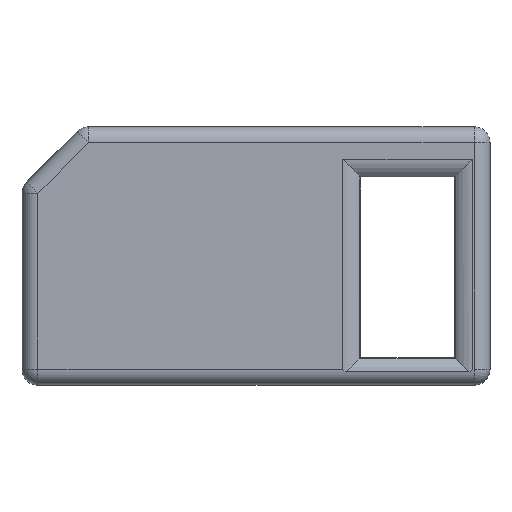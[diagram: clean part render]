
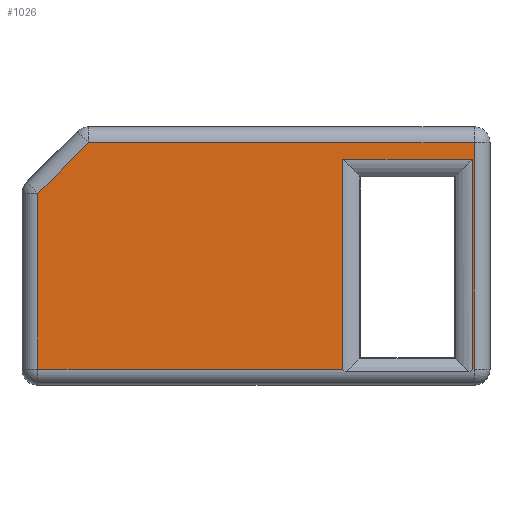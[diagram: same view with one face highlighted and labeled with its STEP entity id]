
A CAD part, top view. The second image highlights one B-rep face of the part: STEP entity #1026.
In plain terms, the highlighted planar face has unit normal (0, 0, 1).
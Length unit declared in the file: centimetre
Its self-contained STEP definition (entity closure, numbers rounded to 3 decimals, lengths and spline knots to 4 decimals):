
#47=PLANE($,#1118);
#104=FACE_OUTER_BOUND($,#164,.T.);
#164=EDGE_LOOP($,(#808,#809,#810,#811,#812,#813,#814,#815,#816));
#235=LINE($,#1572,#350);
#238=LINE($,#1583,#353);
#244=LINE($,#1606,#359);
#245=LINE($,#1614,#360);
#247=LINE($,#1617,#362);
#251=LINE($,#1628,#366);
#253=LINE($,#1632,#368);
#254=LINE($,#1634,#369);
#255=LINE($,#1635,#370);
#350=VECTOR($,#1268,0.898);
#353=VECTOR($,#1281,2.2107);
#359=VECTOR($,#1309,2.8457);
#360=VECTOR($,#1312,3.8312);
#362=VECTOR($,#1314,0.0212);
#366=VECTOR($,#1322,4.846);
#368=VECTOR($,#1326,2.6397);
#369=VECTOR($,#1327,1.6285);
#370=VECTOR($,#1328,2.6397);
#474=VERTEX_POINT($,#1553);
#477=VERTEX_POINT($,#1563);
#479=VERTEX_POINT($,#1575);
#482=VERTEX_POINT($,#1588);
#486=VERTEX_POINT($,#1596);
#489=VERTEX_POINT($,#1609);
#490=VERTEX_POINT($,#1616);
#492=VERTEX_POINT($,#1631);
#493=VERTEX_POINT($,#1633);
#585=EDGE_CURVE($,#474,#477,#235,.T.);
#591=EDGE_CURVE($,#479,#474,#238,.T.);
#603=EDGE_CURVE($,#482,#486,#244,.T.);
#605=EDGE_CURVE($,#489,#479,#245,.T.);
#607=EDGE_CURVE($,#486,#490,#247,.T.);
#612=EDGE_CURVE($,#477,#482,#251,.T.);
#614=EDGE_CURVE($,#492,#489,#253,.T.);
#615=EDGE_CURVE($,#493,#492,#254,.T.);
#616=EDGE_CURVE($,#490,#493,#255,.T.);
#808=ORIENTED_EDGE($,*,*,#607,.F.);
#809=ORIENTED_EDGE($,*,*,#603,.F.);
#810=ORIENTED_EDGE($,*,*,#612,.F.);
#811=ORIENTED_EDGE($,*,*,#585,.F.);
#812=ORIENTED_EDGE($,*,*,#591,.F.);
#813=ORIENTED_EDGE($,*,*,#605,.F.);
#814=ORIENTED_EDGE($,*,*,#614,.F.);
#815=ORIENTED_EDGE($,*,*,#615,.F.);
#816=ORIENTED_EDGE($,*,*,#616,.F.);
#1026=ADVANCED_FACE($,(#104),#47,.F.);
#1118=AXIS2_PLACEMENT_3D($,#1630,#1324,#1325);
#1268=DIRECTION($,(0.707,0.707,0.));
#1281=DIRECTION($,(0.,1.,0.));
#1309=DIRECTION($,(0.,-1.,0.));
#1312=DIRECTION($,(-1.,0.,0.));
#1314=DIRECTION($,(-1.,0.,0.));
#1322=DIRECTION($,(1.,0.,0.));
#1324=DIRECTION('center_axis',(0.,0.,-1.));
#1325=DIRECTION('ref_axis',(-1.,0.,0.));
#1326=DIRECTION($,(0.,-1.,0.));
#1327=DIRECTION($,(-1.,0.,0.));
#1328=DIRECTION($,(0.,1.,0.));
#1553=CARTESIAN_POINT('',(-4.6455,0.785,0.47));
#1563=CARTESIAN_POINT('',(-4.0105,1.42,0.47));
#1572=CARTESIAN_POINT($,(-3.5234,1.907,0.47));
#1575=CARTESIAN_POINT('',(-4.6455,-1.4258,0.47));
#1583=CARTESIAN_POINT($,(-4.6455,-0.1899,0.47));
#1588=CARTESIAN_POINT('',(0.8355,1.42,0.47));
#1596=CARTESIAN_POINT('',(0.8355,-1.4258,0.47));
#1606=CARTESIAN_POINT($,(0.8355,-0.0593,0.47));
#1609=CARTESIAN_POINT('',(-0.8143,-1.4258,0.47));
#1614=CARTESIAN_POINT($,(0.7641,-1.4258,0.47));
#1616=CARTESIAN_POINT('',(0.8143,-1.4258,0.47));
#1617=CARTESIAN_POINT($,(0.7641,-1.4258,0.47));
#1628=CARTESIAN_POINT($,(0.7153,1.42,0.47));
#1630=CARTESIAN_POINT('Origin',(0.9355,-0.0593,0.47));
#1631=CARTESIAN_POINT('',(-0.8143,1.2139,0.47));
#1632=CARTESIAN_POINT($,(-0.8143,-0.0808,0.47));
#1633=CARTESIAN_POINT('',(0.8143,1.2139,0.47));
#1634=CARTESIAN_POINT($,(0.7016,1.2139,0.47));
#1635=CARTESIAN_POINT($,(0.8143,-0.0808,0.47));
